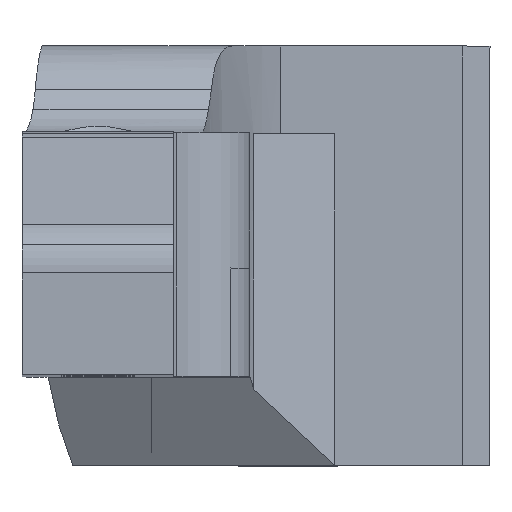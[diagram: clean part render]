
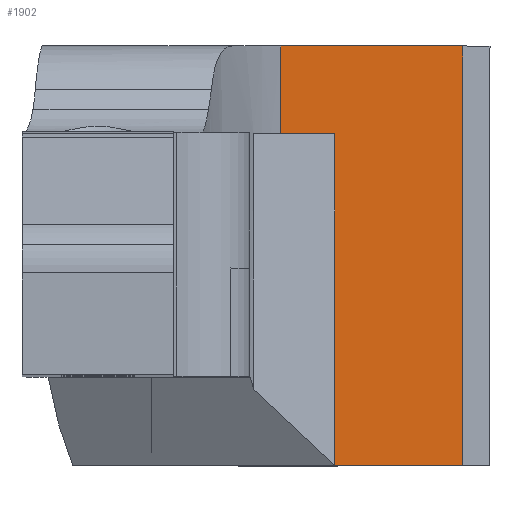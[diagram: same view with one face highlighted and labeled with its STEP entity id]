
A CAD part, top view. The second image highlights one B-rep face of the part: STEP entity #1902.
In plain terms, the highlighted planar face has unit normal (0, 0, 1).
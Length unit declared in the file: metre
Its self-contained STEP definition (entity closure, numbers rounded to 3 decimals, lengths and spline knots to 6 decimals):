
#55 = DIRECTION ( 'NONE',  ( 0., -1., 0. ) ) ;
#119 = CARTESIAN_POINT ( 'NONE',  ( -0.016927, 0.14985, -0.162932 ) ) ;
#124 = VECTOR ( 'NONE', #363, 1. ) ;
#315 = VERTEX_POINT ( 'NONE', #1129 ) ;
#363 = DIRECTION ( 'NONE',  ( -1., 0., 0. ) ) ;
#374 = CARTESIAN_POINT ( 'NONE',  ( -0.0015, 0.14535, -0.162932 ) ) ;
#397 = EDGE_CURVE ( 'NONE', #315, #1480, #2601, .T. ) ;
#514 = VERTEX_POINT ( 'NONE', #1598 ) ;
#523 = ORIENTED_EDGE ( 'NONE', *, *, #787, .F. ) ;
#543 = LINE ( 'NONE', #1376, #124 ) ;
#595 = VERTEX_POINT ( 'NONE', #1012 ) ;
#683 = VECTOR ( 'NONE', #55, 1. ) ;
#725 = PLANE ( 'NONE',  #1487 ) ;
#760 = VECTOR ( 'NONE', #1812, 1. ) ;
#787 = EDGE_CURVE ( 'NONE', #595, #315, #2544, .T. ) ;
#818 = LINE ( 'NONE', #1439, #2349 ) ;
#836 = EDGE_CURVE ( 'NONE', #1480, #1500, #543, .T. ) ;
#861 = EDGE_LOOP ( 'NONE', ( #881, #2531, #991, #523, #1285, #1796 ) ) ;
#881 = ORIENTED_EDGE ( 'NONE', *, *, #942, .F. ) ;
#937 = DIRECTION ( 'NONE',  ( 0., 0., -1. ) ) ;
#942 = EDGE_CURVE ( 'NONE', #1500, #2514, #1237, .T. ) ;
#945 = DIRECTION ( 'NONE',  ( 1., 0., 0. ) ) ;
#991 = ORIENTED_EDGE ( 'NONE', *, *, #397, .F. ) ;
#1012 = CARTESIAN_POINT ( 'NONE',  ( -0.008235, 0.1531, -0.162932 ) ) ;
#1021 = CARTESIAN_POINT ( 'NONE',  ( -0.0015, 0.1376, -0.162932 ) ) ;
#1068 = CARTESIAN_POINT ( 'NONE',  ( -0.008235, 0.14985, -0.162932 ) ) ;
#1074 = CARTESIAN_POINT ( 'NONE',  ( -0.006235, 0.14085, -0.162932 ) ) ;
#1129 = CARTESIAN_POINT ( 'NONE',  ( -0.0015, 0.1531, -0.162932 ) ) ;
#1237 = LINE ( 'NONE', #1074, #2250 ) ;
#1285 = ORIENTED_EDGE ( 'NONE', *, *, #1319, .T. ) ;
#1319 = EDGE_CURVE ( 'NONE', #595, #514, #1510, .T. ) ;
#1376 = CARTESIAN_POINT ( 'NONE',  ( -0.0015, 0.1376, -0.162932 ) ) ;
#1439 = CARTESIAN_POINT ( 'NONE',  ( -0.007121, 0.14985, -0.162932 ) ) ;
#1480 = VERTEX_POINT ( 'NONE', #1021 ) ;
#1487 = AXIS2_PLACEMENT_3D ( 'NONE', #119, #937, #2578 ) ;
#1500 = VERTEX_POINT ( 'NONE', #1837 ) ;
#1510 = LINE ( 'NONE', #1068, #683 ) ;
#1524 = EDGE_CURVE ( 'NONE', #2514, #514, #818, .T. ) ;
#1598 = CARTESIAN_POINT ( 'NONE',  ( -0.008235, 0.14985, -0.162932 ) ) ;
#1617 = DIRECTION ( 'NONE',  ( 0., 1., 0. ) ) ;
#1796 = ORIENTED_EDGE ( 'NONE', *, *, #1524, .F. ) ;
#1812 = DIRECTION ( 'NONE',  ( 0., -1., 0. ) ) ;
#1837 = CARTESIAN_POINT ( 'NONE',  ( -0.006235, 0.1376, -0.162932 ) ) ;
#1860 = CARTESIAN_POINT ( 'NONE',  ( -0.006235, 0.14985, -0.162932 ) ) ;
#1902 = ADVANCED_FACE ( 'NONE', ( #1970 ), #725, .F. ) ;
#1970 = FACE_OUTER_BOUND ( 'NONE', #861, .T. ) ;
#2250 = VECTOR ( 'NONE', #1617, 1. ) ;
#2253 = DIRECTION ( 'NONE',  ( -1., 0., 0. ) ) ;
#2327 = CARTESIAN_POINT ( 'NONE',  ( -0.0015, 0.1531, -0.162932 ) ) ;
#2349 = VECTOR ( 'NONE', #2253, 1. ) ;
#2430 = VECTOR ( 'NONE', #945, 1. ) ;
#2514 = VERTEX_POINT ( 'NONE', #1860 ) ;
#2531 = ORIENTED_EDGE ( 'NONE', *, *, #836, .F. ) ;
#2544 = LINE ( 'NONE', #2327, #2430 ) ;
#2578 = DIRECTION ( 'NONE',  ( -1., 0., 0. ) ) ;
#2601 = LINE ( 'NONE', #374, #760 ) ;
